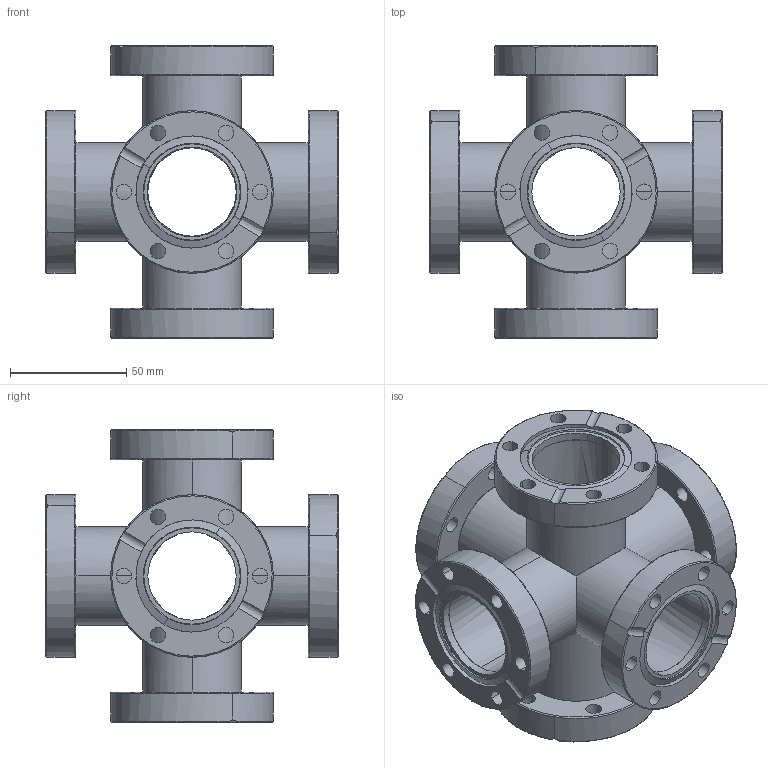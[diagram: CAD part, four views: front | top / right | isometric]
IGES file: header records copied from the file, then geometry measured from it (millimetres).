
Global section: file name: No Iges File Name specified; native system: AutoDesk Inventor R12.0; preprocessor: AutoDesk Inventor Iges Exporter R12.0; date: 20090430.152408; units: millimetre
Bounding box: 126 x 126 x 126 mm (x, y, z)
Volume: 232539.7 mm3; surface area: 138700.4 mm2
Topology: 15 solids, 15 shells, 330 faces, 846 edges, 546 vertices
Faces by surface type: bspline 111, revolution 75, plane 60, torus 42, cylinder 30, cone 12
